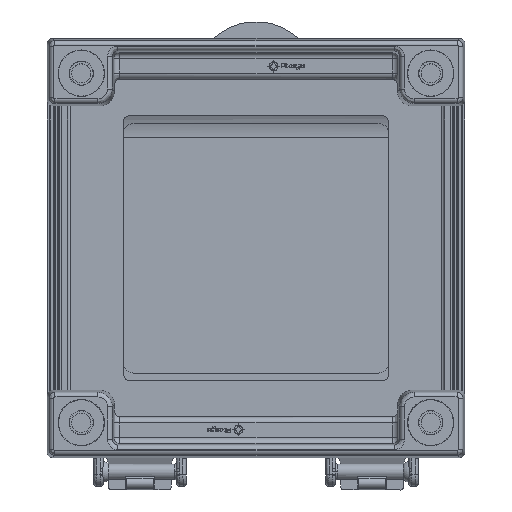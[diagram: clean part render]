
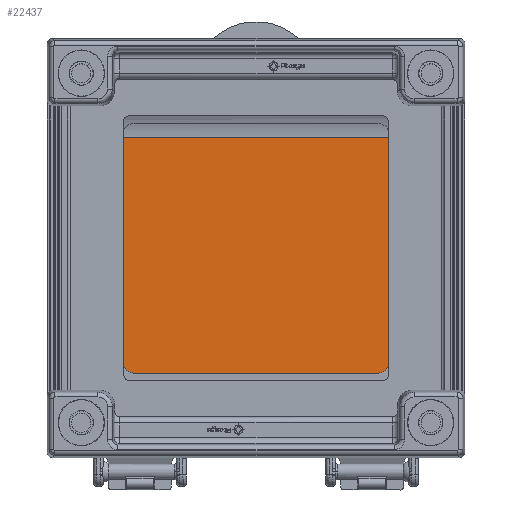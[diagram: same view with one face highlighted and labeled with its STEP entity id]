
A CAD part, top view. The second image highlights one B-rep face of the part: STEP entity #22437.
In plain terms, the highlighted planar face has unit normal (0, 0, 1).
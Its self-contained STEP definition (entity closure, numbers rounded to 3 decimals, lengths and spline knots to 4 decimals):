
#670=CIRCLE('',#23796,0.0787);
#671=CIRCLE('',#23798,0.0787);
#1627=FACE_OUTER_BOUND('',#2934,.T.);
#2934=EDGE_LOOP('',(#14270,#14271,#14272,#14273,#14274,#14275));
#4928=LINE('',#34036,#6852);
#4934=LINE('',#34055,#6858);
#4935=LINE('',#34059,#6859);
#4936=LINE('',#34060,#6860);
#6852=VECTOR('',#25731,1.518);
#6858=VECTOR('',#25751,1.6535);
#6859=VECTOR('',#25754,1.518);
#6860=VECTOR('',#25755,1.811);
#8855=VERTEX_POINT('',#34033);
#8856=VERTEX_POINT('',#34035);
#8861=VERTEX_POINT('',#34050);
#8862=VERTEX_POINT('',#34054);
#8863=VERTEX_POINT('',#34056);
#8864=VERTEX_POINT('',#34058);
#10918=EDGE_CURVE('',#8856,#8855,#4928,.T.);
#10927=EDGE_CURVE('',#8855,#8861,#670,.T.);
#10928=EDGE_CURVE('',#8862,#8861,#4934,.T.);
#10929=EDGE_CURVE('',#8862,#8863,#671,.T.);
#10930=EDGE_CURVE('',#8864,#8863,#4935,.T.);
#10931=EDGE_CURVE('',#8856,#8864,#4936,.T.);
#14270=ORIENTED_EDGE('',*,*,#10927,.T.);
#14271=ORIENTED_EDGE('',*,*,#10928,.F.);
#14272=ORIENTED_EDGE('',*,*,#10929,.T.);
#14273=ORIENTED_EDGE('',*,*,#10930,.F.);
#14274=ORIENTED_EDGE('',*,*,#10931,.F.);
#14275=ORIENTED_EDGE('',*,*,#10918,.T.);
#20509=PLANE('',#23797);
#22437=ADVANCED_FACE('',(#1627),#20509,.F.);
#23796=AXIS2_PLACEMENT_3D('',#34052,#25747,#25748);
#23797=AXIS2_PLACEMENT_3D('',#34053,#25749,#25750);
#23798=AXIS2_PLACEMENT_3D('',#34057,#25752,#25753);
#25731=DIRECTION('',(0.,-1.,0.));
#25747=DIRECTION('center_axis',(0.,0.,
1.));
#25748=DIRECTION('ref_axis',(-1.,0.,0.));
#25749=DIRECTION('center_axis',(0.,0.,
-1.));
#25750=DIRECTION('ref_axis',(0.,1.,0.));
#25751=DIRECTION('',(-1.,0.,0.));
#25752=DIRECTION('center_axis',(0.,0.,
1.));
#25753=DIRECTION('ref_axis',(0.,-1.,0.));
#25754=DIRECTION('',(0.,-1.,0.));
#25755=DIRECTION('',(1.,0.,0.));
#34033=CARTESIAN_POINT('',(-0.0843,-0.8199,-1.2697));
#34035=CARTESIAN_POINT('',(-0.0843,0.6981,-1.2697));
#34036=CARTESIAN_POINT('',(-0.0843,0.6981,-1.2697));
#34050=CARTESIAN_POINT('',(-0.0056,-0.8986,-1.2697));
#34052=CARTESIAN_POINT('Origin',(-0.0056,-0.8199,
-1.2697));
#34053=CARTESIAN_POINT('Origin',(-0.5174,-1.0249,-1.2697));
#34054=CARTESIAN_POINT('',(1.648,-0.8986,-1.2697));
#34055=CARTESIAN_POINT('',(1.648,-0.8986,-1.2697));
#34056=CARTESIAN_POINT('',(1.7267,-0.8199,-1.2697));
#34057=CARTESIAN_POINT('Origin',(1.648,-0.8199,-1.2697));
#34058=CARTESIAN_POINT('',(1.7267,0.6981,-1.2697));
#34059=CARTESIAN_POINT('',(1.7267,0.6981,-1.2697));
#34060=CARTESIAN_POINT('',(-0.0843,0.6981,-1.2697));
